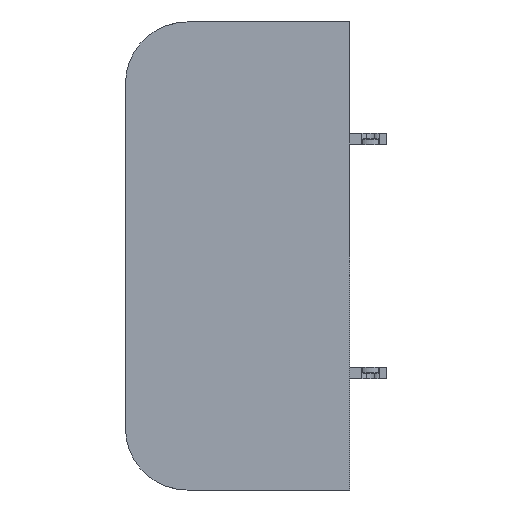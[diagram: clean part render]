
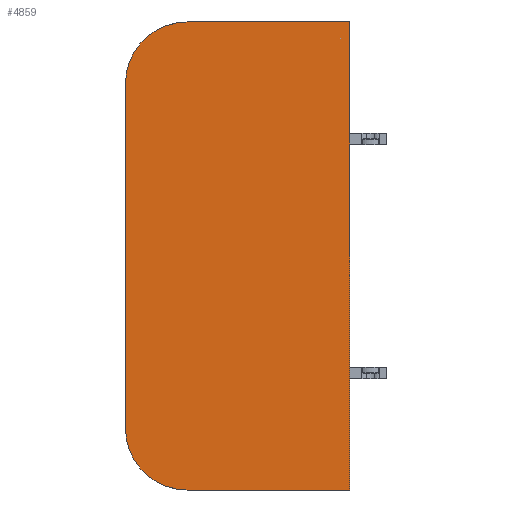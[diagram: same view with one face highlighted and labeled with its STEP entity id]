
A CAD part, left-side view. The second image highlights one B-rep face of the part: STEP entity #4859.
In plain terms, the highlighted planar face has unit normal (-1, 0, 0).
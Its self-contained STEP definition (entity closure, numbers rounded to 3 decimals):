
#403 = VECTOR ( 'NONE', #7759, 1000. ) ;
#703 = VERTEX_POINT ( 'NONE', #6804 ) ;
#820 = VERTEX_POINT ( 'NONE', #7122 ) ;
#1198 = CIRCLE ( 'NONE', #10869, 5. ) ;
#1431 = CARTESIAN_POINT ( 'NONE',  ( -30., 13.2, -14. ) ) ;
#1617 = VERTEX_POINT ( 'NONE', #6186 ) ;
#1637 = VERTEX_POINT ( 'NONE', #5037 ) ;
#2581 = EDGE_CURVE ( 'NONE', #1637, #703, #1198, .T. ) ;
#3155 = AXIS2_PLACEMENT_3D ( 'NONE', #11985, #4018, #6127 ) ;
#3620 = LINE ( 'NONE', #10381, #4980 ) ;
#3687 = EDGE_CURVE ( 'NONE', #6921, #1637, #6488, .T. ) ;
#3736 = FACE_OUTER_BOUND ( 'NONE', #11497, .T. ) ;
#3819 = EDGE_CURVE ( 'NONE', #820, #3849, #5760, .T. ) ;
#3849 = VERTEX_POINT ( 'NONE', #9428 ) ;
#4018 = DIRECTION ( 'NONE',  ( 1., 0., 0. ) ) ;
#4590 = DIRECTION ( 'NONE',  ( 1., 0., 0. ) ) ;
#4859 = ADVANCED_FACE ( 'NONE', ( #3736 ), #8505, .F. ) ;
#4979 = ORIENTED_EDGE ( 'NONE', *, *, #10789, .F. ) ;
#4980 = VECTOR ( 'NONE', #8575, 1000. ) ;
#5037 = CARTESIAN_POINT ( 'NONE',  ( -30., 13.2, -19. ) ) ;
#5562 = VECTOR ( 'NONE', #7180, 1000. ) ;
#5760 = LINE ( 'NONE', #7513, #403 ) ;
#5790 = DIRECTION ( 'NONE',  ( 0., 0., -1. ) ) ;
#6127 = DIRECTION ( 'NONE',  ( 0., 0., -1. ) ) ;
#6186 = CARTESIAN_POINT ( 'NONE',  ( -30., 18.2, 14. ) ) ;
#6470 = LINE ( 'NONE', #10384, #10346 ) ;
#6488 = LINE ( 'NONE', #12067, #5562 ) ;
#6747 = DIRECTION ( 'NONE',  ( 1., 0., 0. ) ) ;
#6804 = CARTESIAN_POINT ( 'NONE',  ( -30., 18.2, -14. ) ) ;
#6921 = VERTEX_POINT ( 'NONE', #9677 ) ;
#7122 = CARTESIAN_POINT ( 'NONE',  ( -30., 13.2, 19. ) ) ;
#7180 = DIRECTION ( 'NONE',  ( 0., 1., 0. ) ) ;
#7495 = DIRECTION ( 'NONE',  ( 0., 0., 1. ) ) ;
#7513 = CARTESIAN_POINT ( 'NONE',  ( -30., 0., 19. ) ) ;
#7759 = DIRECTION ( 'NONE',  ( 0., -1., 0. ) ) ;
#8077 = ORIENTED_EDGE ( 'NONE', *, *, #2581, .F. ) ;
#8505 = PLANE ( 'NONE',  #9243 ) ;
#8575 = DIRECTION ( 'NONE',  ( 0., 0., 1. ) ) ;
#9243 = AXIS2_PLACEMENT_3D ( 'NONE', #9524, #6747, #5790 ) ;
#9428 = CARTESIAN_POINT ( 'NONE',  ( -30., 0., 19. ) ) ;
#9524 = CARTESIAN_POINT ( 'NONE',  ( -30., 13.2, 14. ) ) ;
#9677 = CARTESIAN_POINT ( 'NONE',  ( -30., 0., -19. ) ) ;
#10346 = VECTOR ( 'NONE', #12456, 1000. ) ;
#10381 = CARTESIAN_POINT ( 'NONE',  ( -30., 18.2, 14. ) ) ;
#10384 = CARTESIAN_POINT ( 'NONE',  ( -30., 0., 19. ) ) ;
#10789 = EDGE_CURVE ( 'NONE', #703, #1617, #3620, .T. ) ;
#10869 = AXIS2_PLACEMENT_3D ( 'NONE', #1431, #4590, #7495 ) ;
#10871 = ORIENTED_EDGE ( 'NONE', *, *, #12561, .F. ) ;
#10887 = ORIENTED_EDGE ( 'NONE', *, *, #3819, .F. ) ;
#11497 = EDGE_LOOP ( 'NONE', ( #10887, #10871, #4979, #8077, #11878, #12713 ) ) ;
#11878 = ORIENTED_EDGE ( 'NONE', *, *, #3687, .F. ) ;
#11974 = EDGE_CURVE ( 'NONE', #3849, #6921, #6470, .T. ) ;
#11985 = CARTESIAN_POINT ( 'NONE',  ( -30., 13.2, 14. ) ) ;
#12067 = CARTESIAN_POINT ( 'NONE',  ( -30., 0., -19. ) ) ;
#12456 = DIRECTION ( 'NONE',  ( 0., 0., -1. ) ) ;
#12561 = EDGE_CURVE ( 'NONE', #1617, #820, #12612, .T. ) ;
#12612 = CIRCLE ( 'NONE', #3155, 5. ) ;
#12713 = ORIENTED_EDGE ( 'NONE', *, *, #11974, .F. ) ;
